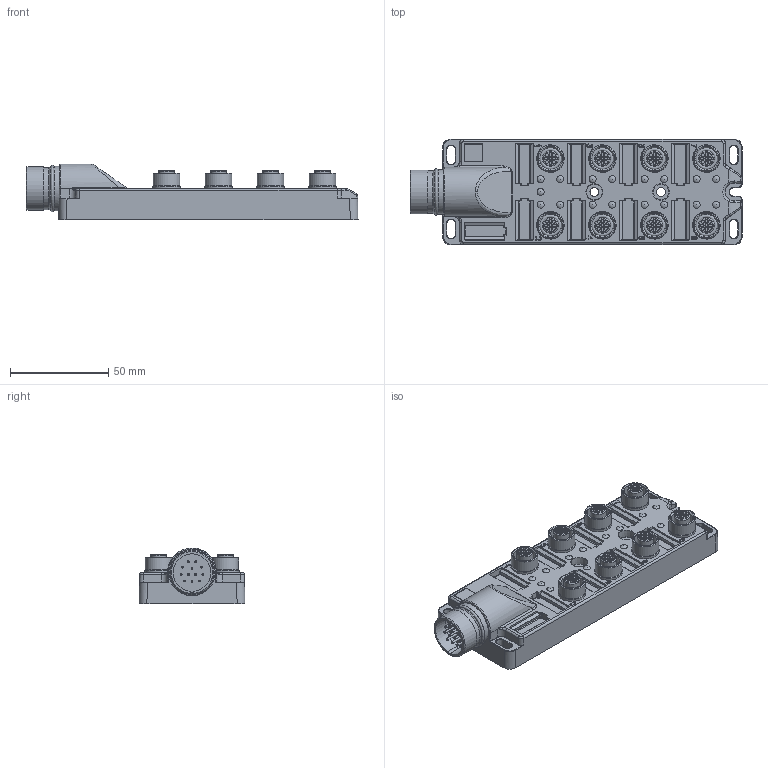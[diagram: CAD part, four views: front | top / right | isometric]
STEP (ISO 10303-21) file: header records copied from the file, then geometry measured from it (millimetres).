
FILE_DESCRIPTION(/* description */ (''),/* implementation_level */ '2;1');
FILE_NAME(/* name */ '5018432_8IOM12-5.4P2F_stp.stp',/* time_stamp */ '2017-01-26T15:14:53+01:00',/* author */ (''),/* organization */ (''),/* preprocessor_version */ 'ST-DEVELOPER v16',/* originating_system */ 'SIEMENS PLM Software NX 10.0',/* authorisation */ '');
FILE_SCHEMA (('AUTOMOTIVE_DESIGN { 1 0 10303 214 3 1 1 1 }'));
Products named in the file (1): 8048785_8I_OM12-5_4P2F
Bounding box: 169.22 x 53.96 x 28.5 mm (x, y, z)
Volume: 39.2 mm3; surface area: 35255.7 mm2
Topology: 10 solids, 11 shells, 1395 faces, 3445 edges, 2160 vertices
Faces by surface type: cylinder 609, plane 431, bspline 217, cone 49, torus 40, extrusion 28, sphere 21
Full cylindrical faces by diameter (mm): 0.999 x12, 1.5 x40, 11.1 x8, 13.6 x8, 14 x8, 21 x2, 21.5 x1, 22.35 x1, 22.8 x2
Entity records: 49734 total; most frequent: CARTESIAN_POINT 19439, ORIENTED_EDGE 6334, DIRECTION 5898, EDGE_CURVE 3167, AXIS2_PLACEMENT_3D 2248, VERTEX_POINT 2080, EDGE_LOOP 1709, VECTOR 1402
